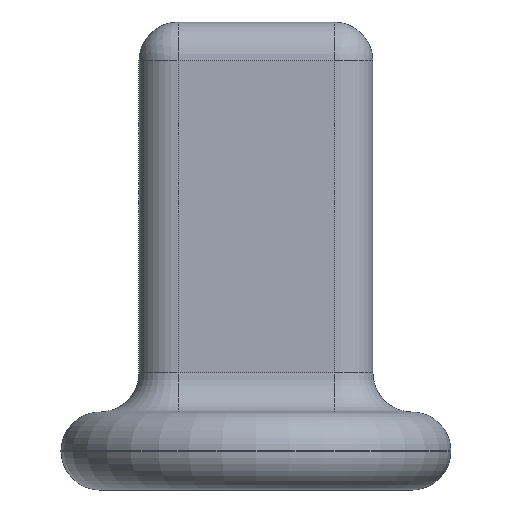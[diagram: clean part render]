
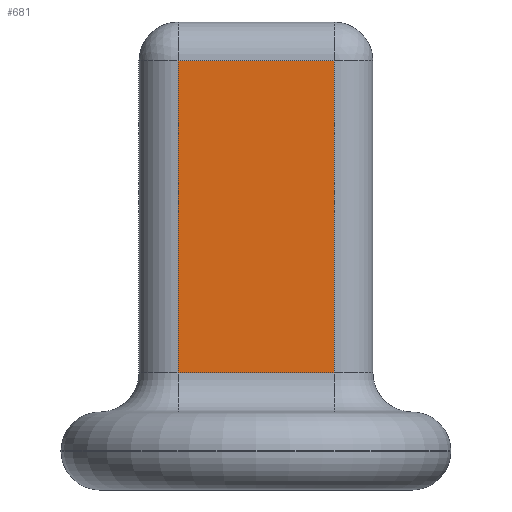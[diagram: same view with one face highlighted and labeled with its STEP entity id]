
A CAD part, front view. The second image highlights one B-rep face of the part: STEP entity #681.
In plain terms, the highlighted planar face has unit normal (0, -1, 0).
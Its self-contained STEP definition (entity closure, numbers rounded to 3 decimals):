
#29=PLANE($,#782);
#62=LINE($,#1154,#104);
#65=LINE($,#1170,#107);
#73=LINE($,#1209,#115);
#76=LINE($,#1213,#118);
#104=VECTOR($,#934,4.);
#107=VECTOR($,#955,8.);
#115=VECTOR($,#1005,8.);
#118=VECTOR($,#1010,4.);
#186=FACE_OUTER_BOUND($,#236,.T.);
#236=EDGE_LOOP($,(#613,#614,#615,#616));
#331=VERTEX_POINT($,#1148);
#332=VERTEX_POINT($,#1152);
#336=VERTEX_POINT($,#1168);
#346=VERTEX_POINT($,#1205);
#407=EDGE_CURVE($,#332,#331,#62,.T.);
#415=EDGE_CURVE($,#336,#332,#65,.T.);
#434=EDGE_CURVE($,#331,#346,#73,.T.);
#437=EDGE_CURVE($,#346,#336,#76,.T.);
#613=ORIENTED_EDGE($,*,*,#407,.F.);
#614=ORIENTED_EDGE($,*,*,#415,.F.);
#615=ORIENTED_EDGE($,*,*,#437,.F.);
#616=ORIENTED_EDGE($,*,*,#434,.F.);
#681=ADVANCED_FACE($,(#186),#29,.T.);
#782=AXIS2_PLACEMENT_3D($,#1219,#1018,#1019);
#934=DIRECTION($,(-1.,0.,0.));
#955=DIRECTION($,(0.,0.,-1.));
#1005=DIRECTION($,(0.,0.,1.));
#1010=DIRECTION($,(1.,0.,0.));
#1018=DIRECTION('center_axis',(0.,-1.,0.));
#1019=DIRECTION('ref_axis',(1.,0.,0.));
#1148=CARTESIAN_POINT('',(1.,0.,1.));
#1152=CARTESIAN_POINT('',(5.,0.,1.));
#1154=CARTESIAN_POINT($,(1.5,0.,1.));
#1168=CARTESIAN_POINT('',(5.,0.,9.));
#1170=CARTESIAN_POINT($,(5.,0.,0.));
#1205=CARTESIAN_POINT('',(1.,0.,9.));
#1209=CARTESIAN_POINT($,(1.,0.,0.));
#1213=CARTESIAN_POINT($,(1.5,0.,9.));
#1219=CARTESIAN_POINT('Origin',(0.,0.,0.));
